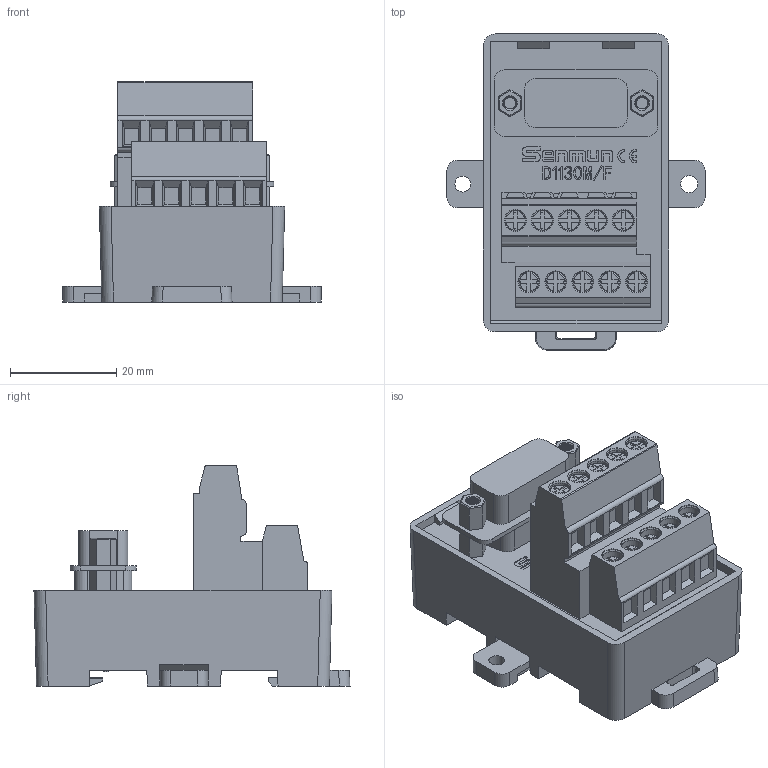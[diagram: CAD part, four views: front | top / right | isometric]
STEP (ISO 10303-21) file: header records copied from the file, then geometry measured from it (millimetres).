
FILE_DESCRIPTION(/* description */ (''),/* implementation_level */ '2;1');
FILE_NAME(/* name */ 'D1130M_F-E.stp',/* time_stamp */ '2024-08-08T16:20:25+08:00',/* author */ (''),/* organization */ (''),/* preprocessor_version */ 'ST-DEVELOPER v14',/* originating_system */ 'SIEMENS PLM Software NX 8.0',/* authorisation */ '');
FILE_SCHEMA (('AUTOMOTIVE_DESIGN { 1 0 10303 214 3 1 1 1 }'));
Length unit declared in the file: millimetre
Products named in the file (1): D1130M_F-E 3D_stp
Bounding box: 48.6 x 59.51 x 41.45 mm (x, y, z)
Volume: 41360.5 mm3; surface area: 13448.2 mm2
Topology: 3 solids, 5 shells, 766 faces, 2031 edges, 1341 vertices
Faces by surface type: plane 612, cylinder 82, torus 30, cone 22, extrusion 12, bspline 8
Full cylindrical faces by diameter (mm): 3 x1, 3.2 x1, 4.1 x10, 4.13 x10
Entity records: 30249 total; most frequent: CARTESIAN_POINT 10452, ORIENTED_EDGE 3958, DIRECTION 3533, EDGE_CURVE 1979, VECTOR 1619, LINE 1607, VERTEX_POINT 1325, AXIS2_PLACEMENT_3D 957
